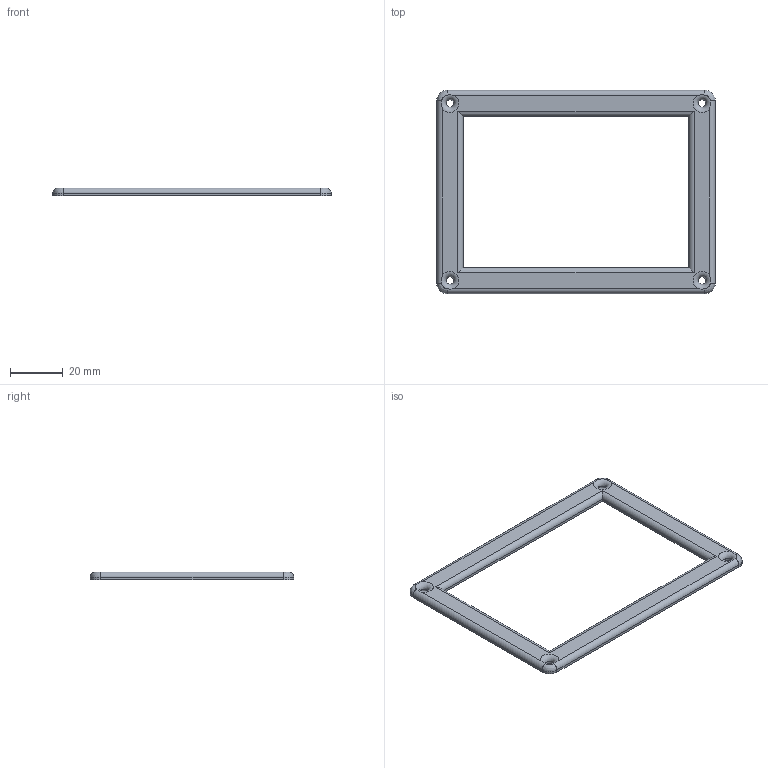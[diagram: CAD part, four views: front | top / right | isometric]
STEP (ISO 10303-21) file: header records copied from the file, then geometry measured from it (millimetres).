
FILE_DESCRIPTION(/* description */ (''),/* implementation_level */ '2;1');
FILE_NAME(/* name */ 'TopPlate.step',/* time_stamp */ '2024-10-15T21:04:43-04:00',/* author */ (''),/* organization */ (''),/* preprocessor_version */ 'ST-DEVELOPER v20',/* originating_system */ 'Autodesk Translation Framework v13.20.0.188',/* authorisation */ '');
FILE_SCHEMA (('AUTOMOTIVE_DESIGN { 1 0 10303 214 3 1 1 }'));
Length unit declared in the file: millimetre
Products named in the file (1): TopPlate
Bounding box: 106 x 77.5 x 3 mm (x, y, z)
Volume: 9092.5 mm3; surface area: 7931.2 mm2
Topology: 1 solids, 1 shells, 34 faces, 96 edges, 60 vertices
Faces by surface type: cylinder 16, plane 10, torus 4, bspline 4
Full cylindrical faces by diameter (mm): 2.9 x4
Entity records: 1252 total; most frequent: CARTESIAN_POINT 321, ORIENTED_EDGE 192, DIRECTION 186, EDGE_CURVE 96, AXIS2_PLACEMENT_3D 73, VERTEX_POINT 60, LINE 40, VECTOR 40
